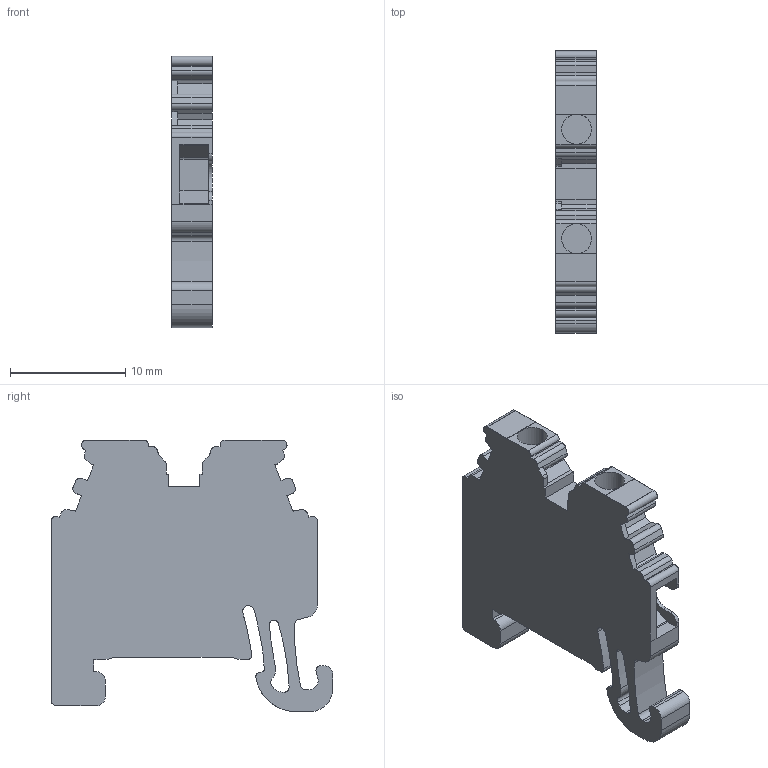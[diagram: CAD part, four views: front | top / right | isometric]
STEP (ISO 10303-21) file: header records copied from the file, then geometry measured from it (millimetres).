
FILE_DESCRIPTION(('CATIA V5 STEP Exchange','CAx-IF Rec.Pracs.--- Model Styling and Organization---1.4--- 2014-01-23'),'2;1');
FILE_NAME ('D1456417_0_1798460000_1798460000.stp','2020-02-13T13:57:00+00:00',('none'),('Weidmueller'),'CATIA Version 5-6 Release 2016 SP3 HF44','CATIA V5 STEP AP214','none');
FILE_SCHEMA(('AUTOMOTIVE_DESIGN { 1 0 10303 214 1 1 1 1 }'));
Length unit declared in the file: millimetre
Products named in the file (1): 1798460000_WPE_1-5-R3-5
Bounding box: 3.5 x 24.45 x 23.56 mm (x, y, z)
Volume: 1275.4 mm3; surface area: 1526.1 mm2
Topology: 3 solids, 3 shells, 215 faces, 634 edges, 427 vertices
Faces by surface type: plane 140, cylinder 75
Entity records: 6903 total; most frequent: ORIENTED_EDGE 1268, CARTESIAN_POINT 1245, DIRECTION 1000, EDGE_CURVE 634, VECTOR 472, LINE 472, VERTEX_POINT 427, AXIS2_PLACEMENT_3D 346
